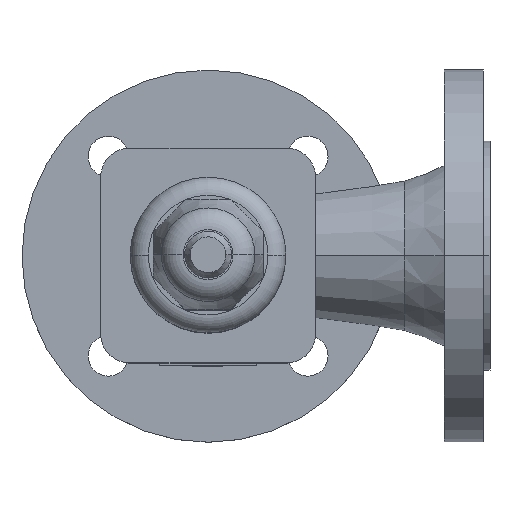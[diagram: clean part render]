
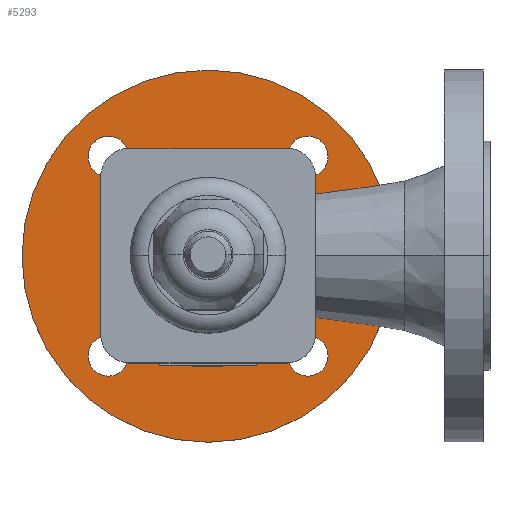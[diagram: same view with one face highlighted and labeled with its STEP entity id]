
A CAD part, top view. The second image highlights one B-rep face of the part: STEP entity #5293.
In plain terms, the highlighted planar face has unit normal (0, 0, 1).
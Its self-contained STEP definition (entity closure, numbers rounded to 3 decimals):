
#1694=CARTESIAN_POINT('',(82.5,-0.,20.3));
#1695=VERTEX_POINT('',#1694);
#1702=CARTESIAN_POINT('',(-82.5,0.,20.3));
#1703=VERTEX_POINT('',#1702);
#1704=CARTESIAN_POINT('',(0.,-0.,20.3));
#1705=DIRECTION('',(-0.,0.,-1.));
#1706=DIRECTION('',(-1.,0.,0.));
#1707=AXIS2_PLACEMENT_3D('',#1704,#1705,#1706);
#1708=CIRCLE('',#1707,82.5);
#1709=EDGE_CURVE('',#1695,#1703,#1708,.T.);
#1736=CARTESIAN_POINT('',(-40.,-0.,20.3));
#1737=VERTEX_POINT('',#1736);
#1744=CARTESIAN_POINT('',(40.,-0.,20.3));
#1745=VERTEX_POINT('',#1744);
#1746=CARTESIAN_POINT('',(0.,-0.,20.3));
#1747=DIRECTION('',(0.,0.,-1.));
#1748=DIRECTION('',(-1.,0.,0.));
#1749=AXIS2_PLACEMENT_3D('',#1746,#1747,#1748);
#1750=CIRCLE('',#1749,40.);
#1751=EDGE_CURVE('',#1745,#1737,#1750,.T.);
#4094=CARTESIAN_POINT('',(35.194,44.194,20.3));
#4095=VERTEX_POINT('',#4094);
#4102=CARTESIAN_POINT('',(53.194,44.194,20.3));
#4103=VERTEX_POINT('',#4102);
#4104=CARTESIAN_POINT('',(44.194,44.194,20.3));
#4105=DIRECTION('',(0.,0.,-1.));
#4106=DIRECTION('',(1.,0.,0.));
#4107=AXIS2_PLACEMENT_3D('',#4104,#4105,#4106);
#4108=CIRCLE('',#4107,9.);
#4109=EDGE_CURVE('',#4103,#4095,#4108,.T.);
#4136=CARTESIAN_POINT('',(35.194,-44.194,20.3));
#4137=VERTEX_POINT('',#4136);
#4144=CARTESIAN_POINT('',(53.194,-44.194,20.3));
#4145=VERTEX_POINT('',#4144);
#4146=CARTESIAN_POINT('',(44.194,-44.194,20.3));
#4147=DIRECTION('',(0.,0.,-1.));
#4148=DIRECTION('',(1.,0.,0.));
#4149=AXIS2_PLACEMENT_3D('',#4146,#4147,#4148);
#4150=CIRCLE('',#4149,9.);
#4151=EDGE_CURVE('',#4145,#4137,#4150,.T.);
#4167=CARTESIAN_POINT('',(-35.194,-44.194,20.3));
#4168=VERTEX_POINT('',#4167);
#4169=CARTESIAN_POINT('',(-53.194,-44.194,20.3));
#4170=VERTEX_POINT('',#4169);
#4171=CARTESIAN_POINT('',(-44.194,-44.194,20.3));
#4172=DIRECTION('',(0.,0.,-1.));
#4173=DIRECTION('',(1.,0.,0.));
#4174=AXIS2_PLACEMENT_3D('',#4171,#4172,#4173);
#4175=CIRCLE('',#4174,9.);
#4176=EDGE_CURVE('',#4168,#4170,#4175,.T.);
#4220=CARTESIAN_POINT('',(-53.194,44.194,20.3));
#4221=VERTEX_POINT('',#4220);
#4228=CARTESIAN_POINT('',(-35.194,44.194,20.3));
#4229=VERTEX_POINT('',#4228);
#4230=CARTESIAN_POINT('',(-44.194,44.194,20.3));
#4231=DIRECTION('',(0.,0.,-1.));
#4232=DIRECTION('',(1.,0.,0.));
#4233=AXIS2_PLACEMENT_3D('',#4230,#4231,#4232);
#4234=CIRCLE('',#4233,9.);
#4235=EDGE_CURVE('',#4229,#4221,#4234,.T.);
#5228=CARTESIAN_POINT('',(-61.25,0.,20.3));
#5229=DIRECTION('',(0.,-0.,1.));
#5230=DIRECTION('',(1.,-0.,-0.));
#5231=AXIS2_PLACEMENT_3D('',#5228,#5229,#5230);
#5232=PLANE('',#5231);
#5233=CARTESIAN_POINT('',(-44.194,44.194,20.3));
#5234=DIRECTION('',(0.,0.,-1.));
#5235=DIRECTION('',(1.,0.,0.));
#5236=AXIS2_PLACEMENT_3D('',#5233,#5234,#5235);
#5237=CIRCLE('',#5236,9.);
#5238=EDGE_CURVE('',#4221,#4229,#5237,.T.);
#5239=ORIENTED_EDGE('',*,*,#5238,.T.);
#5240=ORIENTED_EDGE('',*,*,#4235,.T.);
#5241=EDGE_LOOP('',(#5239,#5240));
#5242=FACE_BOUND('',#5241,.T.);
#5243=ORIENTED_EDGE('',*,*,#4176,.T.);
#5244=CARTESIAN_POINT('',(-44.194,-44.194,20.3));
#5245=DIRECTION('',(0.,0.,-1.));
#5246=DIRECTION('',(1.,0.,0.));
#5247=AXIS2_PLACEMENT_3D('',#5244,#5245,#5246);
#5248=CIRCLE('',#5247,9.);
#5249=EDGE_CURVE('',#4170,#4168,#5248,.T.);
#5250=ORIENTED_EDGE('',*,*,#5249,.T.);
#5251=EDGE_LOOP('',(#5243,#5250));
#5252=FACE_BOUND('',#5251,.T.);
#5253=ORIENTED_EDGE('',*,*,#4151,.T.);
#5254=CARTESIAN_POINT('',(44.194,-44.194,20.3));
#5255=DIRECTION('',(0.,0.,-1.));
#5256=DIRECTION('',(1.,0.,0.));
#5257=AXIS2_PLACEMENT_3D('',#5254,#5255,#5256);
#5258=CIRCLE('',#5257,9.);
#5259=EDGE_CURVE('',#4137,#4145,#5258,.T.);
#5260=ORIENTED_EDGE('',*,*,#5259,.T.);
#5261=EDGE_LOOP('',(#5253,#5260));
#5262=FACE_BOUND('',#5261,.T.);
#5263=CARTESIAN_POINT('',(44.194,44.194,20.3));
#5264=DIRECTION('',(0.,0.,-1.));
#5265=DIRECTION('',(1.,0.,0.));
#5266=AXIS2_PLACEMENT_3D('',#5263,#5264,#5265);
#5267=CIRCLE('',#5266,9.);
#5268=EDGE_CURVE('',#4095,#4103,#5267,.T.);
#5269=ORIENTED_EDGE('',*,*,#5268,.T.);
#5270=ORIENTED_EDGE('',*,*,#4109,.T.);
#5271=EDGE_LOOP('',(#5269,#5270));
#5272=FACE_BOUND('',#5271,.T.);
#5273=CARTESIAN_POINT('',(0.,-0.,20.3));
#5274=DIRECTION('',(0.,0.,-1.));
#5275=DIRECTION('',(-1.,0.,0.));
#5276=AXIS2_PLACEMENT_3D('',#5273,#5274,#5275);
#5277=CIRCLE('',#5276,40.);
#5278=EDGE_CURVE('',#1737,#1745,#5277,.T.);
#5279=ORIENTED_EDGE('',*,*,#5278,.T.);
#5280=ORIENTED_EDGE('',*,*,#1751,.T.);
#5281=EDGE_LOOP('',(#5279,#5280));
#5282=FACE_BOUND('',#5281,.T.);
#5283=CARTESIAN_POINT('',(0.,-0.,20.3));
#5284=DIRECTION('',(-0.,0.,-1.));
#5285=DIRECTION('',(-1.,0.,0.));
#5286=AXIS2_PLACEMENT_3D('',#5283,#5284,#5285);
#5287=CIRCLE('',#5286,82.5);
#5288=EDGE_CURVE('',#1703,#1695,#5287,.T.);
#5289=ORIENTED_EDGE('',*,*,#5288,.F.);
#5290=ORIENTED_EDGE('',*,*,#1709,.F.);
#5291=EDGE_LOOP('',(#5289,#5290));
#5292=FACE_BOUND('',#5291,.T.);
#5293=ADVANCED_FACE('',(#5242,#5252,#5262,#5272,#5282,#5292),#5232,.T.);
